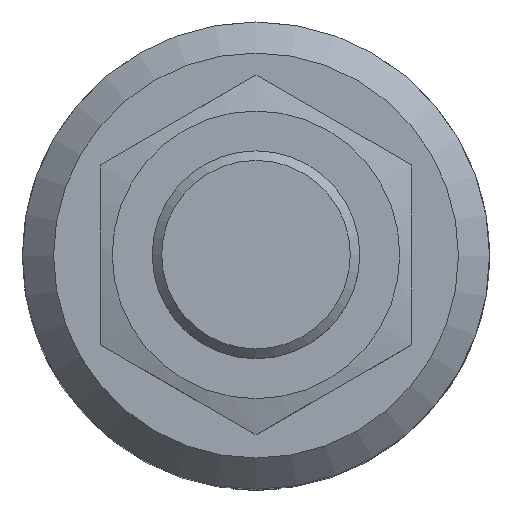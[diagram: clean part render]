
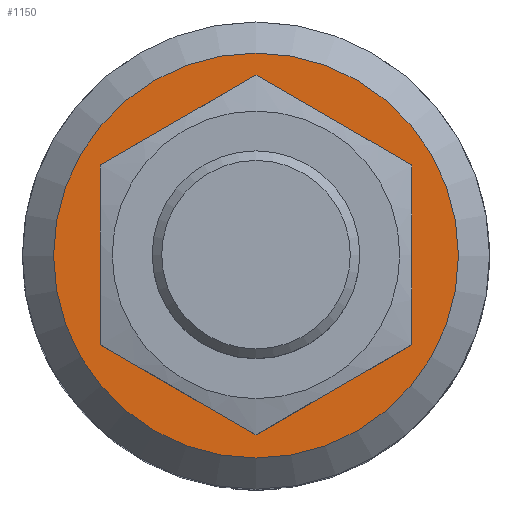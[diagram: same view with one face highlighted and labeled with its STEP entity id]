
A CAD part, top view. The second image highlights one B-rep face of the part: STEP entity #1150.
In plain terms, the highlighted planar face has unit normal (0, 0, 1).
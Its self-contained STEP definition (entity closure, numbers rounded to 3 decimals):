
#147=PLANE('',#1295);
#334=ORIENTED_EDGE('',*,*,#633,.F.);
#335=ORIENTED_EDGE('',*,*,#632,.T.);
#632=EDGE_CURVE('',#764,#764,#850,.T.);
#633=EDGE_CURVE('',#765,#765,#851,.T.);
#764=VERTEX_POINT('',#1992);
#765=VERTEX_POINT('',#1995);
#850=CIRCLE('',#1294,13.5);
#851=CIRCLE('',#1296,19.5);
#912=EDGE_LOOP('',(#334));
#913=EDGE_LOOP('',(#335));
#1020=FACE_BOUND('',#912,.T.);
#1021=FACE_BOUND('',#913,.T.);
#1150=ADVANCED_FACE('',(#1020,#1021),#147,.F.);
#1294=AXIS2_PLACEMENT_3D('',#1991,#1533,#1534);
#1295=AXIS2_PLACEMENT_3D('',#1993,#1535,#1536);
#1296=AXIS2_PLACEMENT_3D('',#1994,#1537,#1538);
#1533=DIRECTION('',(0.,0.,-1.));
#1534=DIRECTION('',(-1.,0.,0.));
#1535=DIRECTION('',(0.,0.,-1.));
#1536=DIRECTION('',(-1.,0.,0.));
#1537=DIRECTION('',(0.,0.,-1.));
#1538=DIRECTION('',(-1.,0.,0.));
#1991=CARTESIAN_POINT('',(0.,0.,-8.));
#1992=CARTESIAN_POINT('',(-13.5,0.,-8.));
#1993=CARTESIAN_POINT('',(0.,13.5,-8.));
#1994=CARTESIAN_POINT('',(0.,0.,-8.));
#1995=CARTESIAN_POINT('',(-19.5,0.,-8.));
